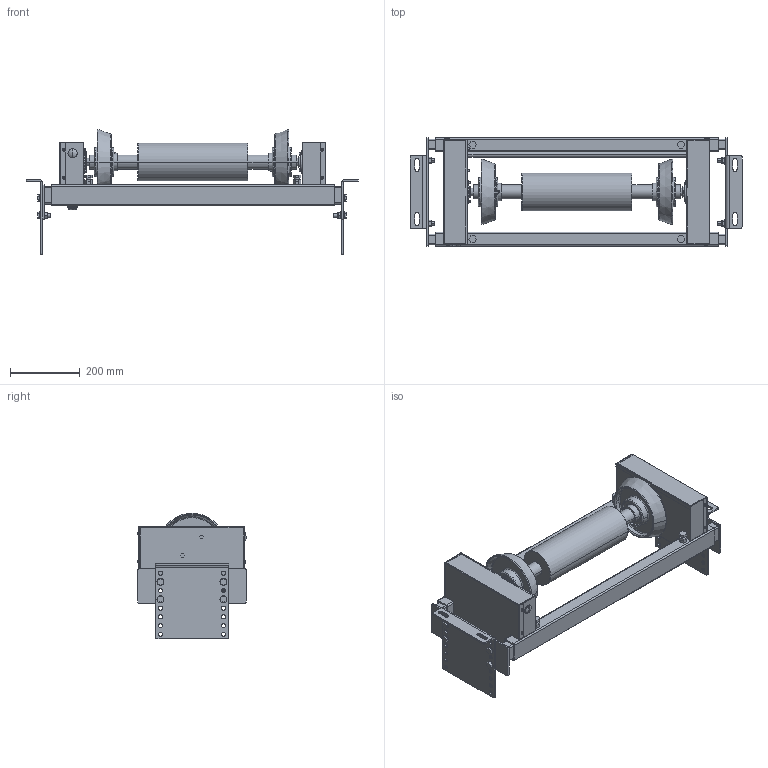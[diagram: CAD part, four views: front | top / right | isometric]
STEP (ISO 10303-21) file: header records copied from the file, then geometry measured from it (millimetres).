
FILE_DESCRIPTION((''),'2;1');
FILE_NAME('B47482_stp.stp','2021-01-12T12:56:46',(''),(''),'Mechanical Desktop 2009','Mechanical Desktop 2009',', , ');
FILE_SCHEMA(('CONFIG_CONTROL_DESIGN'));
Length unit declared in the file: millimetre
Products named in the file (101): B47482_STP; B50030; 6KT-SCHRAUBE_M12X30A; 6KT-SCHRAUBE_M12X30; ZYL_SCHR__M4X8; ZYL_SCHR_M4X8; ZYL_SCHR__M4X16; ZYL_SCHR_M4X16; B46938; TEIL1AAA; 6KT-MUTTER_M12_05D; 6KT-MUTTER_M12_05DA; FEDERRING_M4A; FEDERRING_M4; KABELVERSCHRAUBUNG_PG7A; KABELVERSCHRAUBUNG_PG7; KABELVERSCHRAUBUNG_PG11A; KABELVERSCHRAUBUNG_PG11; KABELVERSCHRAUBUNG_PG16A; KABELVERSCHRAUBUNG_PG16; GEGENMUTTER_PG16; GEGENMUTTER_PG16A; VERSCHLUSSKAPPE_PG16; VERSCHLUSSKAPPE_PG16A; B46977; B46977A; DECKEL_GEHÄUSE_A105; DECKEL_GEHÄUSE_A105A; TRAGSCHIENE_NS15; TRAGSCHIENE_NS15A; KLEMME_MBK2.5_E; KLEMME_MBK2.5_EA; KLEMMENDECKEL_D_MBK2_5_E; KLEMMENDECKEL_D_MBK2_5_EA; ENDHALTER_E_MBKA; ENDHALTER_E_MBK; ZYLINDER-BLECHSCHRAUBE_4.2X6.5; ZYLINDER-BLECHSCHRAUBE_4.2X6.5A; B46937; TEIL1AAAAAA ...
Assembly tree (221 placements, depth 5):
  B47482_STP
    B50030
      6KT-SCHRAUBE_M12X30A  x4
        6KT-SCHRAUBE_M12X30
      ZYL_SCHR__M4X8  x2
        ZYL_SCHR_M4X8
      ZYL_SCHR__M4X16  x2
        ZYL_SCHR_M4X16
      B46938  x2
        TEIL1AAA
      6KT-MUTTER_M12_05D  x4
        6KT-MUTTER_M12_05DA
      FEDERRING_M4A  x2
        FEDERRING_M4
      KABELVERSCHRAUBUNG_PG7A  x3
        KABELVERSCHRAUBUNG_PG7
      KABELVERSCHRAUBUNG_PG11A
        KABELVERSCHRAUBUNG_PG11
      KABELVERSCHRAUBUNG_PG16A
        KABELVERSCHRAUBUNG_PG16
      GEGENMUTTER_PG16
        GEGENMUTTER_PG16A
      VERSCHLUSSKAPPE_PG16
        VERSCHLUSSKAPPE_PG16A
      B46977
        B46977A
      DECKEL_GEHÄUSE_A105
        DECKEL_GEHÄUSE_A105A
      TRAGSCHIENE_NS15
        TRAGSCHIENE_NS15A
      KLEMME_MBK2.5_E  x8
        KLEMME_MBK2.5_EA
      KLEMMENDECKEL_D_MBK2_5_E
        KLEMMENDECKEL_D_MBK2_5_EA
      ENDHALTER_E_MBKA  x2
        ENDHALTER_E_MBK
      ZYLINDER-BLECHSCHRAUBE_4.2X6.5  x8
        ZYLINDER-BLECHSCHRAUBE_4.2X6.5A
      B46937  x2
        TEIL1AAAAAA
      B46941
        TEIL1A  x2
        B4695602
          TEIL4
        TEIL3
        B4695601
          TEIL4A
        6KT-SCHWEISSMUTTER_M12  x4
          6KT-SCHWEISSMUTTER_M12A
        EINPRESSMUTTER_M6A  x8
          EINPRESSMUTTER_M6
        EINPRESSMUTTER_M4A  x2
          EINPRESSMUTTER_M4
      B50030|AVE_RENDER  x8
      B50030|AVE_GLOBAL
      B50030|RM_SDB  x3
    B46782
      TEIL1AA
    B50020  x2
      B46785
Bounding box: 949 x 310.2 x 358.7 mm (x, y, z)
Volume: 7723900.5 mm3; surface area: 2612516.5 mm2
Topology: 156 solids, 156 shells, 2658 faces, 6493 edges, 4282 vertices
Faces by surface type: plane 1351, cylinder 944, cone 202, torus 120, bspline 40, sphere 1
Entity records: 35837 total; most frequent: CARTESIAN_POINT 6701, DIRECTION 6309, ORIENTED_EDGE 5346, EDGE_CURVE 2673, AXIS2_PLACEMENT_3D 2397, VERTEX_POINT 1767, VECTOR 1515, LINE 1515
